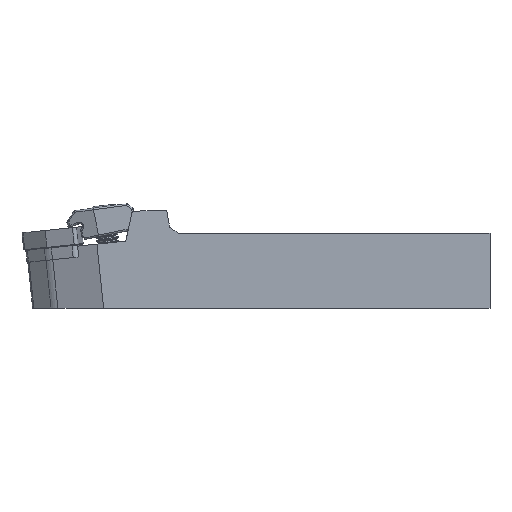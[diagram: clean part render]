
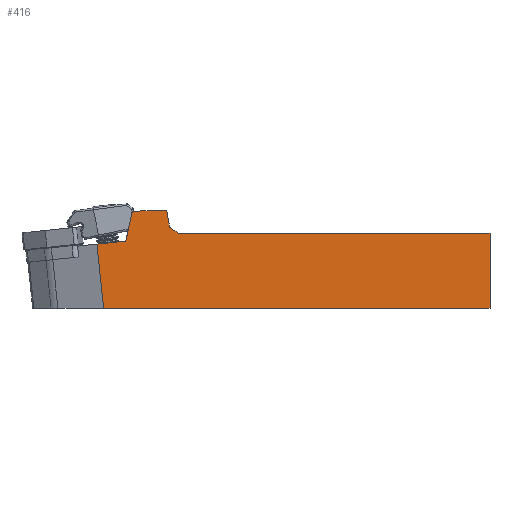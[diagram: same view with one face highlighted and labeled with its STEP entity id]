
A CAD part, front view. The second image highlights one B-rep face of the part: STEP entity #416.
In plain terms, the highlighted planar face has unit normal (0, -1, 0).
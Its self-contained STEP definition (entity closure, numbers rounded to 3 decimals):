
#416=ADVANCED_FACE('',(#680),#605,.T.);
#605=PLANE('',#3418);
#680=FACE_OUTER_BOUND('',#863,.T.);
#863=EDGE_LOOP('',(#1566,#1567,#1568,#1569,#1570,#1571,#1572,#1573,#1574,
#1575));
#1066=LINE('',#4592,#1299);
#1078=LINE('',#4660,#1311);
#1081=LINE('',#4666,#1314);
#1082=LINE('',#4668,#1315);
#1083=LINE('',#4670,#1316);
#1084=LINE('',#4672,#1317);
#1085=LINE('',#4674,#1318);
#1086=LINE('',#4676,#1319);
#1087=LINE('',#4678,#1320);
#1088=LINE('',#4680,#1321);
#1299=VECTOR('',#3735,1.);
#1311=VECTOR('',#3755,1.);
#1314=VECTOR('',#3760,1.);
#1315=VECTOR('',#3761,1.);
#1316=VECTOR('',#3762,1.);
#1317=VECTOR('',#3763,1.);
#1318=VECTOR('',#3764,1.);
#1319=VECTOR('',#3765,1.);
#1320=VECTOR('',#3766,1.);
#1321=VECTOR('',#3767,1.);
#1566=ORIENTED_EDGE('',*,*,#2855,.T.);
#1567=ORIENTED_EDGE('',*,*,#2837,.T.);
#1568=ORIENTED_EDGE('',*,*,#2858,.T.);
#1569=ORIENTED_EDGE('',*,*,#2859,.T.);
#1570=ORIENTED_EDGE('',*,*,#2860,.T.);
#1571=ORIENTED_EDGE('',*,*,#2861,.T.);
#1572=ORIENTED_EDGE('',*,*,#2862,.F.);
#1573=ORIENTED_EDGE('',*,*,#2863,.T.);
#1574=ORIENTED_EDGE('',*,*,#2864,.F.);
#1575=ORIENTED_EDGE('',*,*,#2865,.T.);
#2526=VERTEX_POINT('',#4591);
#2527=VERTEX_POINT('',#4593);
#2542=VERTEX_POINT('',#4661);
#2544=VERTEX_POINT('',#4667);
#2545=VERTEX_POINT('',#4669);
#2546=VERTEX_POINT('',#4671);
#2547=VERTEX_POINT('',#4673);
#2548=VERTEX_POINT('',#4675);
#2549=VERTEX_POINT('',#4677);
#2550=VERTEX_POINT('',#4679);
#2837=EDGE_CURVE('',#2527,#2526,#1066,.T.);
#2855=EDGE_CURVE('',#2542,#2527,#1078,.T.);
#2858=EDGE_CURVE('',#2526,#2544,#1081,.T.);
#2859=EDGE_CURVE('',#2544,#2545,#1082,.T.);
#2860=EDGE_CURVE('',#2545,#2546,#1083,.T.);
#2861=EDGE_CURVE('',#2546,#2547,#1084,.T.);
#2862=EDGE_CURVE('',#2548,#2547,#1085,.T.);
#2863=EDGE_CURVE('',#2548,#2549,#1086,.T.);
#2864=EDGE_CURVE('',#2550,#2549,#1087,.T.);
#2865=EDGE_CURVE('',#2550,#2542,#1088,.T.);
#3418=AXIS2_PLACEMENT_3D('',#4681,#3768,#3769);
#3735=DIRECTION('',(-0.216,0.,-0.976));
#3755=DIRECTION('',(-0.995,0.,-0.105));
#3760=DIRECTION('',(-0.995,0.,-0.105));
#3761=DIRECTION('',(0.105,0.,-0.995));
#3762=DIRECTION('',(1.,0.,0.));
#3763=DIRECTION('',(0.,0.,1.));
#3764=DIRECTION('',(1.,0.,0.));
#3765=DIRECTION('',(-0.819,0.,0.574));
#3766=DIRECTION('',(0.174,0.,-0.985));
#3767=DIRECTION('',(-1.,0.,0.));
#3768=DIRECTION('',(0.,-1.,0.));
#3769=DIRECTION('',(1.,0.,0.));
#4591=CARTESIAN_POINT('',(28.056,-10.,-2.139));
#4592=CARTESIAN_POINT('',(22.968,-10.,-25.092));
#4593=CARTESIAN_POINT('',(29.782,-10.,5.644));
#4660=CARTESIAN_POINT('',(-2.34,-10.,2.268));
#4661=CARTESIAN_POINT('',(33.169,-10.,6.));
#4666=CARTESIAN_POINT('',(-1.55,-10.,-5.251));
#4667=CARTESIAN_POINT('',(20.377,-10.,-2.946));
#4668=CARTESIAN_POINT('',(24.526,-10.,-42.429));
#4669=CARTESIAN_POINT('',(22.169,-10.,-20.));
#4670=CARTESIAN_POINT('',(0.,-10.,-20.));
#4671=CARTESIAN_POINT('',(125.,-10.,-20.));
#4672=CARTESIAN_POINT('',(125.,-10.,-20.));
#4673=CARTESIAN_POINT('',(125.,-10.,0.));
#4674=CARTESIAN_POINT('',(0.,-10.,0.));
#4675=CARTESIAN_POINT('',(42.,-10.,0.));
#4676=CARTESIAN_POINT('',(39.718,-10.,1.598));
#4677=CARTESIAN_POINT('',(39.718,-10.,1.598));
#4678=CARTESIAN_POINT('',(42.214,-10.,-12.557));
#4679=CARTESIAN_POINT('',(38.942,-10.,6.));
#4680=CARTESIAN_POINT('',(0.,-10.,6.));
#4681=CARTESIAN_POINT('',(0.,-10.,-20.));
